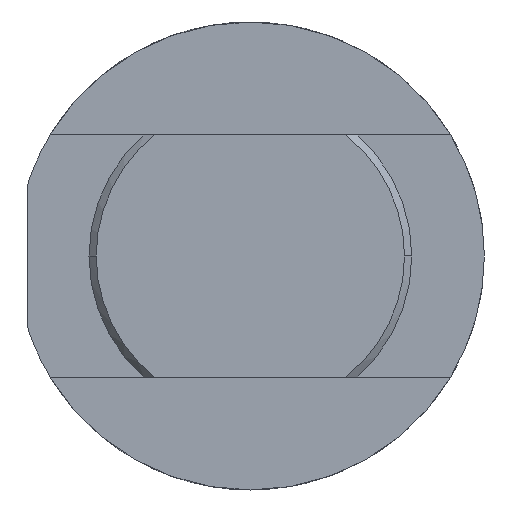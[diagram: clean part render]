
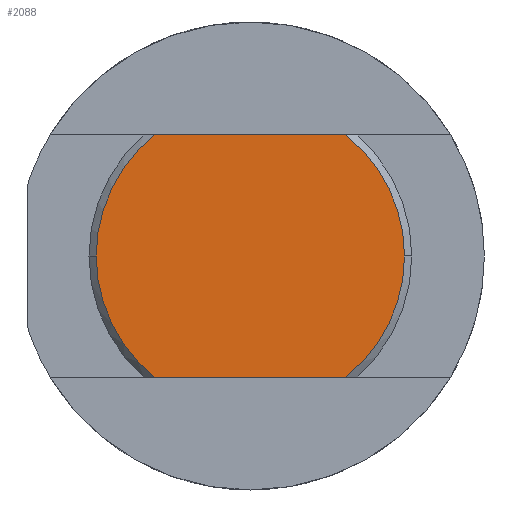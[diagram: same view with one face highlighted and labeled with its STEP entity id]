
A CAD part, front view. The second image highlights one B-rep face of the part: STEP entity #2088.
In plain terms, the highlighted planar face has unit normal (0, -1, 0).
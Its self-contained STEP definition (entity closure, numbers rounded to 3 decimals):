
#1082=CARTESIAN_POINT('',(19.1,0.0,0.));
#1083=VERTEX_POINT('',#1082);
#1090=CARTESIAN_POINT('',(11.824,0.0,-15.0));
#1091=VERTEX_POINT('',#1090);
#1092=CARTESIAN_POINT('',(0.0,0.0,0.0));
#1093=DIRECTION('',(0.0,1.0,0.0));
#1094=DIRECTION('',(1.0,0.0,0.0));
#1095=AXIS2_PLACEMENT_3D('',#1092,#1093,#1094);
#1096=CIRCLE('',#1095,19.1);
#1097=EDGE_CURVE('',#1083,#1091,#1096,.T.);
#1171=CARTESIAN_POINT('',(-19.1,0.0,0.));
#1172=VERTEX_POINT('',#1171);
#1179=CARTESIAN_POINT('',(-11.824,0.0,15.0));
#1180=VERTEX_POINT('',#1179);
#1181=CARTESIAN_POINT('',(0.0,0.0,0.0));
#1182=DIRECTION('',(0.0,1.0,0.0));
#1183=DIRECTION('',(-1.0,0.0,0.0));
#1184=AXIS2_PLACEMENT_3D('',#1181,#1182,#1183);
#1185=CIRCLE('',#1184,19.1);
#1186=EDGE_CURVE('',#1172,#1180,#1185,.T.);
#1220=CARTESIAN_POINT('',(-11.824,0.0,-15.0));
#1221=VERTEX_POINT('',#1220);
#1235=CARTESIAN_POINT('',(0.0,0.0,0.0));
#1236=DIRECTION('',(0.0,1.0,0.0));
#1237=DIRECTION('',(-1.0,0.0,0.0));
#1238=AXIS2_PLACEMENT_3D('',#1235,#1236,#1237);
#1239=CIRCLE('',#1238,19.1);
#1240=EDGE_CURVE('',#1221,#1172,#1239,.T.);
#1276=CARTESIAN_POINT('',(11.824,0.0,15.0));
#1277=VERTEX_POINT('',#1276);
#1278=CARTESIAN_POINT('',(11.824,0.0,15.0));
#1279=DIRECTION('',(-1.0,0.0,0.0));
#1280=VECTOR('',#1279,23.648);
#1281=LINE('',#1278,#1280);
#1282=EDGE_CURVE('',#1277,#1180,#1281,.T.);
#1340=CARTESIAN_POINT('',(0.0,0.0,0.0));
#1341=DIRECTION('',(0.0,1.0,0.0));
#1342=DIRECTION('',(1.0,0.0,0.0));
#1343=AXIS2_PLACEMENT_3D('',#1340,#1341,#1342);
#1344=CIRCLE('',#1343,19.1);
#1345=EDGE_CURVE('',#1277,#1083,#1344,.T.);
#1422=CARTESIAN_POINT('',(-11.824,0.0,-15.0));
#1423=DIRECTION('',(1.0,0.0,0.0));
#1424=VECTOR('',#1423,23.648);
#1425=LINE('',#1422,#1424);
#1426=EDGE_CURVE('',#1221,#1091,#1425,.T.);
#2075=CARTESIAN_POINT('',(-10.,0.0,0.0));
#2076=DIRECTION('',(0.0,-1.0,0.0));
#2077=DIRECTION('',(0.0,0.0,-1.0));
#2078=AXIS2_PLACEMENT_3D('',#2075,#2076,#2077);
#2079=PLANE('',#2078);
#2080=ORIENTED_EDGE('',*,*,#1240,.F.);
#2081=ORIENTED_EDGE('',*,*,#1426,.T.);
#2082=ORIENTED_EDGE('',*,*,#1097,.F.);
#2083=ORIENTED_EDGE('',*,*,#1345,.F.);
#2084=ORIENTED_EDGE('',*,*,#1282,.T.);
#2085=ORIENTED_EDGE('',*,*,#1186,.F.);
#2086=EDGE_LOOP('',(#2080,#2081,#2082,#2083,#2084,#2085));
#2087=FACE_OUTER_BOUND('',#2086,.T.);
#2088=ADVANCED_FACE('',(#2087),#2079,.T.);
